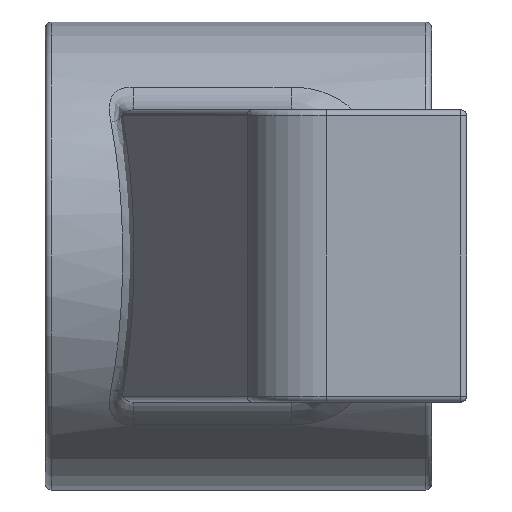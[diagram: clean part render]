
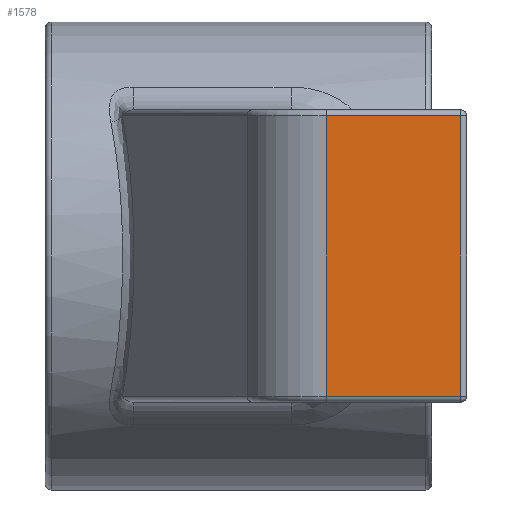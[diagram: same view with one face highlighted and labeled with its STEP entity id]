
A CAD part, front view. The second image highlights one B-rep face of the part: STEP entity #1578.
In plain terms, the highlighted planar face has unit normal (0, -1, 0).
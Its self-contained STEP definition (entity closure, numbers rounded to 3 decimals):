
#28=PLANE('',#1808);
#98=LINE('',#2763,#207);
#102=LINE('',#2921,#211);
#114=LINE('',#3254,#223);
#123=LINE('',#3305,#232);
#207=VECTOR('',#2113,10.);
#211=VECTOR('',#2145,10.);
#223=VECTOR('',#2197,10.);
#232=VECTOR('',#2226,10.);
#375=FACE_OUTER_BOUND('',#471,.T.);
#471=EDGE_LOOP('',(#1284,#1285,#1286,#1287));
#766=VERTEX_POINT('',#2738);
#774=VERTEX_POINT('',#2758);
#783=VERTEX_POINT('',#2914);
#795=VERTEX_POINT('',#3250);
#934=EDGE_CURVE('',#766,#774,#98,.T.);
#949=EDGE_CURVE('',#783,#766,#102,.T.);
#976=EDGE_CURVE('',#774,#795,#114,.T.);
#989=EDGE_CURVE('',#795,#783,#123,.T.);
#1284=ORIENTED_EDGE('',*,*,#976,.F.);
#1285=ORIENTED_EDGE('',*,*,#934,.F.);
#1286=ORIENTED_EDGE('',*,*,#949,.F.);
#1287=ORIENTED_EDGE('',*,*,#989,.F.);
#1578=ADVANCED_FACE('',(#375),#28,.T.);
#1808=AXIS2_PLACEMENT_3D('',#3304,#2224,#2225);
#2113=DIRECTION('',(0.,0.,-1.));
#2145=DIRECTION('',(1.,0.,0.));
#2197=DIRECTION('',(-1.,0.,0.));
#2224=DIRECTION('center_axis',(0.,-1.,0.));
#2225=DIRECTION('ref_axis',(1.,0.,0.));
#2226=DIRECTION('',(0.,0.,1.));
#2738=CARTESIAN_POINT('',(2.5,0.,12.));
#2758=CARTESIAN_POINT('',(2.5,0.,-12.));
#2763=CARTESIAN_POINT('',(2.5,0.,0.));
#2914=CARTESIAN_POINT('',(-9.,0.,12.));
#2921=CARTESIAN_POINT('',(-9.,0.,12.));
#3250=CARTESIAN_POINT('',(-9.,0.,-12.));
#3254=CARTESIAN_POINT('',(-9.,0.,-12.));
#3304=CARTESIAN_POINT('Origin',(-9.,0.,0.));
#3305=CARTESIAN_POINT('',(-9.,0.,0.));
